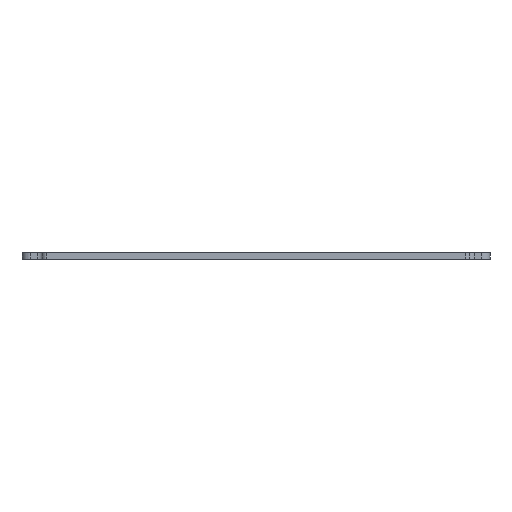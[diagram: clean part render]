
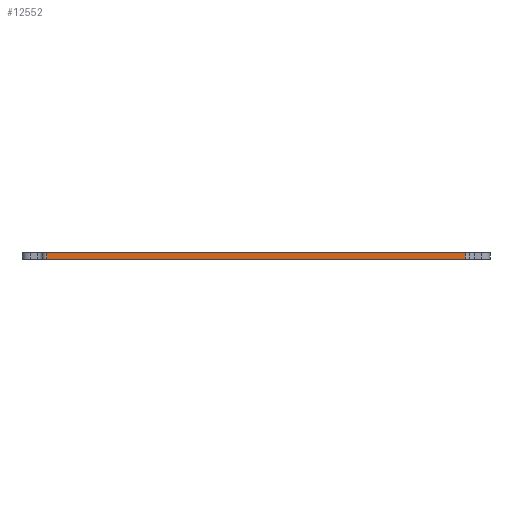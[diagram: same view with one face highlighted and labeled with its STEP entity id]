
A CAD part, left-side view. The second image highlights one B-rep face of the part: STEP entity #12552.
In plain terms, the highlighted planar face has unit normal (-1, 0, 0).
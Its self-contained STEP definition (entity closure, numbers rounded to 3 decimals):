
#1727=FACE_OUTER_BOUND('',#2340,.T.);
#2340=EDGE_LOOP('',(#10413,#10414,#10415,#10416));
#3711=LINE('',#21153,#4918);
#3712=LINE('',#21156,#4919);
#3713=LINE('',#21158,#4920);
#3714=LINE('',#21159,#4921);
#4918=VECTOR('',#17480,10.);
#4919=VECTOR('',#17483,10.);
#4920=VECTOR('',#17484,10.);
#4921=VECTOR('',#17485,10.);
#6140=VERTEX_POINT('',#21149);
#6141=VERTEX_POINT('',#21151);
#6142=VERTEX_POINT('',#21155);
#6143=VERTEX_POINT('',#21157);
#7971=EDGE_CURVE('',#6140,#6141,#3711,.T.);
#7972=EDGE_CURVE('',#6142,#6140,#3712,.T.);
#7973=EDGE_CURVE('',#6143,#6141,#3713,.T.);
#7974=EDGE_CURVE('',#6142,#6143,#3714,.T.);
#10413=ORIENTED_EDGE('',*,*,#7972,.T.);
#10414=ORIENTED_EDGE('',*,*,#7971,.T.);
#10415=ORIENTED_EDGE('',*,*,#7973,.F.);
#10416=ORIENTED_EDGE('',*,*,#7974,.F.);
#11940=PLANE('',#13803);
#12552=ADVANCED_FACE('',(#1727),#11940,.T.);
#13803=AXIS2_PLACEMENT_3D('',#21154,#17481,#17482);
#17480=DIRECTION('',(0.,0.,1.));
#17481=DIRECTION('center_axis',(-1.,0.,0.));
#17482=DIRECTION('ref_axis',(0.,-1.,0.));
#17483=DIRECTION('',(0.,-1.,0.));
#17484=DIRECTION('',(0.,-1.,0.));
#17485=DIRECTION('',(0.,0.,1.));
#21149=CARTESIAN_POINT('',(-67.944,-105.728,0.));
#21151=CARTESIAN_POINT('',(-67.944,-105.728,1.5));
#21153=CARTESIAN_POINT('',(-67.944,-105.728,0.));
#21154=CARTESIAN_POINT('Origin',(-67.944,-12.059,0.));
#21155=CARTESIAN_POINT('',(-67.944,-12.059,0.));
#21156=CARTESIAN_POINT('',(-67.944,-12.059,0.));
#21157=CARTESIAN_POINT('',(-67.944,-12.059,1.5));
#21158=CARTESIAN_POINT('',(-67.944,-12.059,1.5));
#21159=CARTESIAN_POINT('',(-67.944,-12.059,0.));
